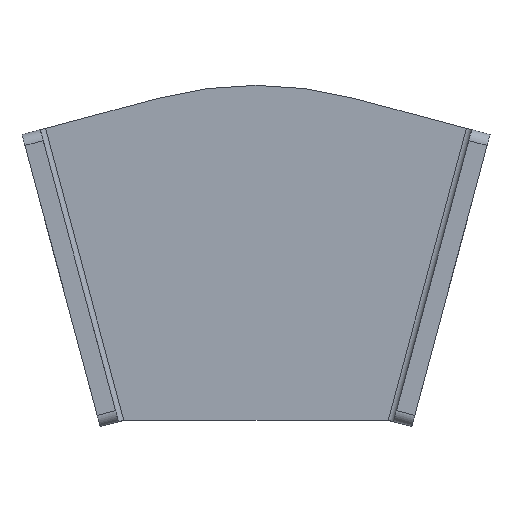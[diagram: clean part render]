
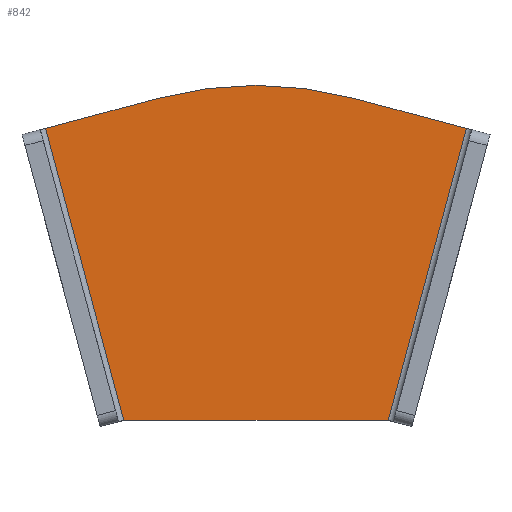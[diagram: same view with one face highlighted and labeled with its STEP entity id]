
A CAD part, top view. The second image highlights one B-rep face of the part: STEP entity #842.
In plain terms, the highlighted planar face has unit normal (0, 0, 1).
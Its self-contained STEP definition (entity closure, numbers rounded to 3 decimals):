
#8 = DIRECTION ( 'NONE',  ( 0.966, -0.259, 0. ) ) ;
#21 = EDGE_CURVE ( 'NONE', #760, #154, #677, .T. ) ;
#24 = CARTESIAN_POINT ( 'NONE',  ( -27.853, 38.637, 0. ) ) ;
#48 = VECTOR ( 'NONE', #732, 1000. ) ;
#63 = EDGE_CURVE ( 'NONE', #154, #931, #423, .T. ) ;
#128 = VECTOR ( 'NONE', #762, 1000. ) ;
#133 = ORIENTED_EDGE ( 'NONE', *, *, #1028, .F. ) ;
#140 = ORIENTED_EDGE ( 'NONE', *, *, #315, .F. ) ;
#146 = FACE_OUTER_BOUND ( 'NONE', #615, .T. ) ;
#154 = VERTEX_POINT ( 'NONE', #1031 ) ;
#182 = EDGE_CURVE ( 'NONE', #623, #1011, #283, .T. ) ;
#197 = ORIENTED_EDGE ( 'NONE', *, *, #21, .F. ) ;
#221 = VECTOR ( 'NONE', #8, 1000. ) ;
#222 = CARTESIAN_POINT ( 'NONE',  ( 0., 0., 0. ) ) ;
#283 = LINE ( 'NONE', #222, #985 ) ;
#302 = VECTOR ( 'NONE', #404, 1000. ) ;
#315 = EDGE_CURVE ( 'NONE', #515, #760, #489, .T. ) ;
#349 = CARTESIAN_POINT ( 'NONE',  ( -17.5, 0., 0. ) ) ;
#356 = LINE ( 'NONE', #349, #128 ) ;
#404 = DIRECTION ( 'NONE',  ( -0.259, -0.966, 0. ) ) ;
#423 = LINE ( 'NONE', #726, #221 ) ;
#481 = PLANE ( 'NONE',  #753 ) ;
#489 = LINE ( 'NONE', #981, #48 ) ;
#490 = DIRECTION ( 'NONE',  ( 0., 0., -1. ) ) ;
#503 = CARTESIAN_POINT ( 'NONE',  ( 17.5, 0., 0. ) ) ;
#515 = VERTEX_POINT ( 'NONE', #24 ) ;
#547 = DIRECTION ( 'NONE',  ( 0., 0., -1. ) ) ;
#556 = CARTESIAN_POINT ( 'NONE',  ( 0., 0., 0. ) ) ;
#562 = CARTESIAN_POINT ( 'NONE',  ( 27.853, 38.637, 0. ) ) ;
#574 = ORIENTED_EDGE ( 'NONE', *, *, #182, .F. ) ;
#615 = EDGE_LOOP ( 'NONE', ( #197, #140, #1008, #574, #133, #713 ) ) ;
#621 = DIRECTION ( 'NONE',  ( -1., 0., 0. ) ) ;
#623 = VERTEX_POINT ( 'NONE', #503 ) ;
#658 = CARTESIAN_POINT ( 'NONE',  ( 0., -5.664, 0. ) ) ;
#665 = DIRECTION ( 'NONE',  ( 1., 0., 0. ) ) ;
#676 = CARTESIAN_POINT ( 'NONE',  ( -12.941, 42.633, 0. ) ) ;
#677 = CIRCLE ( 'NONE', #883, 50. ) ;
#706 = CARTESIAN_POINT ( 'NONE',  ( 27.853, 38.637, 0. ) ) ;
#713 = ORIENTED_EDGE ( 'NONE', *, *, #63, .F. ) ;
#721 = EDGE_CURVE ( 'NONE', #1011, #515, #356, .T. ) ;
#726 = CARTESIAN_POINT ( 'NONE',  ( 12.941, 42.633, 0. ) ) ;
#732 = DIRECTION ( 'NONE',  ( 0.966, 0.259, 0. ) ) ;
#753 = AXIS2_PLACEMENT_3D ( 'NONE', #556, #547, #792 ) ;
#760 = VERTEX_POINT ( 'NONE', #676 ) ;
#762 = DIRECTION ( 'NONE',  ( -0.259, 0.966, 0. ) ) ;
#792 = DIRECTION ( 'NONE',  ( -1., 0., 0. ) ) ;
#842 = ADVANCED_FACE ( 'NONE', ( #146 ), #481, .F. ) ;
#883 = AXIS2_PLACEMENT_3D ( 'NONE', #658, #490, #665 ) ;
#899 = CARTESIAN_POINT ( 'NONE',  ( -17.5, 0., 0. ) ) ;
#931 = VERTEX_POINT ( 'NONE', #706 ) ;
#967 = LINE ( 'NONE', #562, #302 ) ;
#981 = CARTESIAN_POINT ( 'NONE',  ( -27.853, 38.637, 0. ) ) ;
#985 = VECTOR ( 'NONE', #621, 1000. ) ;
#1008 = ORIENTED_EDGE ( 'NONE', *, *, #721, .F. ) ;
#1011 = VERTEX_POINT ( 'NONE', #899 ) ;
#1028 = EDGE_CURVE ( 'NONE', #931, #623, #967, .T. ) ;
#1031 = CARTESIAN_POINT ( 'NONE',  ( 12.941, 42.633, 0. ) ) ;
